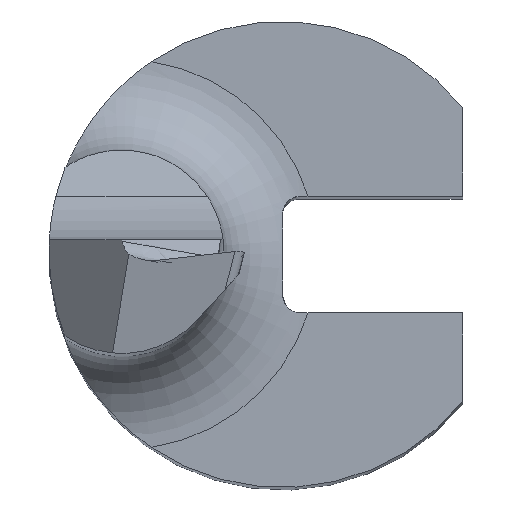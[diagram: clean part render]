
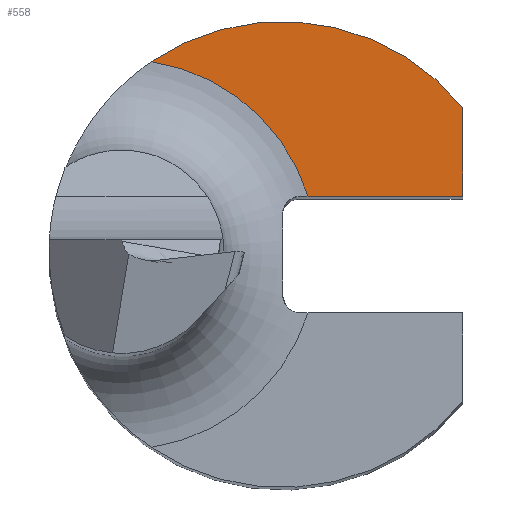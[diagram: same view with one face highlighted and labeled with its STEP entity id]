
A CAD part, top view. The second image highlights one B-rep face of the part: STEP entity #558.
In plain terms, the highlighted planar face has unit normal (0, 0, 1).
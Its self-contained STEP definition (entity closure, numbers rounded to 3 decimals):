
#70 = EDGE_CURVE ( 'NONE', #611, #1118, #113, .T. ) ;
#78 = VERTEX_POINT ( 'NONE', #223 ) ;
#113 = CIRCLE ( 'NONE', #824, 2. ) ;
#151 = DIRECTION ( 'NONE',  ( -1., 0., 0. ) ) ;
#223 = CARTESIAN_POINT ( 'NONE',  ( 0.224, 0.5, 13.749 ) ) ;
#250 = AXIS2_PLACEMENT_3D ( 'NONE', #591, #1022, #151 ) ;
#260 = ORIENTED_EDGE ( 'NONE', *, *, #70, .F. ) ;
#299 = ORIENTED_EDGE ( 'NONE', *, *, #970, .T. ) ;
#306 = CARTESIAN_POINT ( 'NONE',  ( -1.375, 0., 13.749 ) ) ;
#456 = EDGE_LOOP ( 'NONE', ( #619, #299, #1108, #260 ) ) ;
#484 = EDGE_CURVE ( 'NONE', #1118, #519, #501, .T. ) ;
#497 = CARTESIAN_POINT ( 'NONE',  ( 0., 0., 13.749 ) ) ;
#501 = LINE ( 'NONE', #841, #868 ) ;
#519 = VERTEX_POINT ( 'NONE', #855 ) ;
#558 = ADVANCED_FACE ( 'NONE', ( #920 ), #1089, .F. ) ;
#565 = CARTESIAN_POINT ( 'NONE',  ( 1.55, 1.264, 13.749 ) ) ;
#578 = DIRECTION ( 'NONE',  ( 0., 0., -1. ) ) ;
#591 = CARTESIAN_POINT ( 'NONE',  ( -1.375, 0., 13.749 ) ) ;
#611 = VERTEX_POINT ( 'NONE', #915 ) ;
#616 = VECTOR ( 'NONE', #1070, 1000. ) ;
#619 = ORIENTED_EDGE ( 'NONE', *, *, #710, .T. ) ;
#652 = DIRECTION ( 'NONE',  ( 0., -1., 0. ) ) ;
#660 = DIRECTION ( 'NONE',  ( 0., 0., -1. ) ) ;
#710 = EDGE_CURVE ( 'NONE', #611, #78, #887, .T. ) ;
#728 = CARTESIAN_POINT ( 'NONE',  ( -1.375, 0.5, 13.749 ) ) ;
#742 = DIRECTION ( 'NONE',  ( -1., 0., 0. ) ) ;
#824 = AXIS2_PLACEMENT_3D ( 'NONE', #497, #660, #742 ) ;
#825 = AXIS2_PLACEMENT_3D ( 'NONE', #306, #578, #1009 ) ;
#841 = CARTESIAN_POINT ( 'NONE',  ( 1.55, -2., 13.749 ) ) ;
#855 = CARTESIAN_POINT ( 'NONE',  ( 1.55, 0.5, 13.749 ) ) ;
#868 = VECTOR ( 'NONE', #652, 1000. ) ;
#887 = CIRCLE ( 'NONE', #250, 1.675 ) ;
#915 = CARTESIAN_POINT ( 'NONE',  ( -1.122, 1.656, 13.749 ) ) ;
#920 = FACE_OUTER_BOUND ( 'NONE', #456, .T. ) ;
#970 = EDGE_CURVE ( 'NONE', #78, #519, #976, .T. ) ;
#976 = LINE ( 'NONE', #728, #616 ) ;
#1009 = DIRECTION ( 'NONE',  ( -1., 0., 0. ) ) ;
#1022 = DIRECTION ( 'NONE',  ( 0., 0., -1. ) ) ;
#1070 = DIRECTION ( 'NONE',  ( 1., 0., 0. ) ) ;
#1089 = PLANE ( 'NONE',  #825 ) ;
#1108 = ORIENTED_EDGE ( 'NONE', *, *, #484, .F. ) ;
#1118 = VERTEX_POINT ( 'NONE', #565 ) ;
